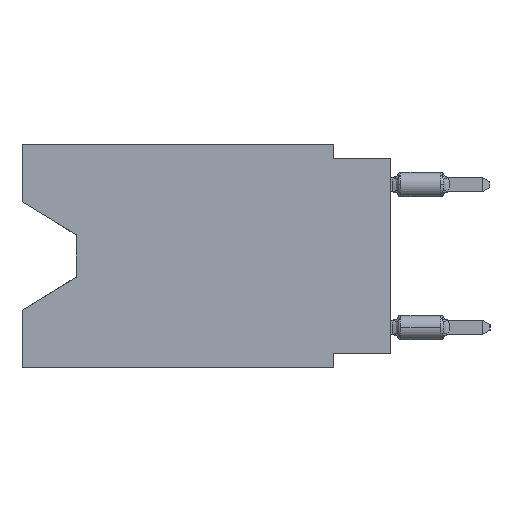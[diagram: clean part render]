
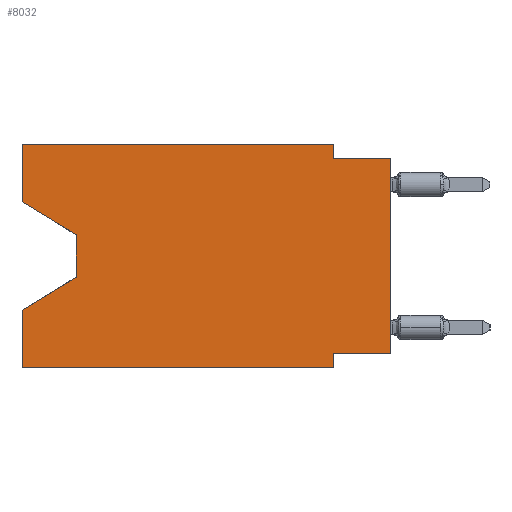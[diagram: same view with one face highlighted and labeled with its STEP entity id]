
A CAD part, left-side view. The second image highlights one B-rep face of the part: STEP entity #8032.
In plain terms, the highlighted planar face has unit normal (-1, 0, 0).
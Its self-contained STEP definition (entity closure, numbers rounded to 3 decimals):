
#155 = CARTESIAN_POINT ( 'NONE',  ( 0., 16.383, 0. ) ) ;
#275 = CARTESIAN_POINT ( 'NONE',  ( 0., 16.383, -9.906 ) ) ;
#381 = LINE ( 'NONE', #3733, #17078 ) ;
#504 = LINE ( 'NONE', #11236, #19407 ) ;
#721 = DIRECTION ( 'NONE',  ( 0., 0., 1. ) ) ;
#820 = LINE ( 'NONE', #6161, #3856 ) ;
#952 = CARTESIAN_POINT ( 'NONE',  ( 0., 0., -9.271 ) ) ;
#1450 = CARTESIAN_POINT ( 'NONE',  ( 0., 16.383, 0. ) ) ;
#2216 = ORIENTED_EDGE ( 'NONE', *, *, #19673, .F. ) ;
#2310 = EDGE_CURVE ( 'NONE', #20425, #17157, #18422, .T. ) ;
#2314 = VECTOR ( 'NONE', #9673, 1000. ) ;
#2652 = CARTESIAN_POINT ( 'NONE',  ( 0., 0., -0.635 ) ) ;
#2872 = VERTEX_POINT ( 'NONE', #275 ) ;
#3350 = EDGE_CURVE ( 'NONE', #3834, #12065, #11328, .T. ) ;
#3391 = VERTEX_POINT ( 'NONE', #9369 ) ;
#3628 = CARTESIAN_POINT ( 'NONE',  ( 0., 2.54, -9.906 ) ) ;
#3733 = CARTESIAN_POINT ( 'NONE',  ( 0., 2.54, 0. ) ) ;
#3757 = ORIENTED_EDGE ( 'NONE', *, *, #8141, .F. ) ;
#3834 = VERTEX_POINT ( 'NONE', #18625 ) ;
#3856 = VECTOR ( 'NONE', #13029, 1000. ) ;
#4053 = DIRECTION ( 'NONE',  ( 0., 0., 1. ) ) ;
#4177 = ORIENTED_EDGE ( 'NONE', *, *, #21374, .F. ) ;
#4641 = EDGE_CURVE ( 'NONE', #2872, #3391, #820, .T. ) ;
#4932 = DIRECTION ( 'NONE',  ( 0., 0., -1. ) ) ;
#5539 = VERTEX_POINT ( 'NONE', #952 ) ;
#5612 = LINE ( 'NONE', #3628, #20177 ) ;
#5982 = DIRECTION ( 'NONE',  ( 0., 1., 0. ) ) ;
#6082 = CARTESIAN_POINT ( 'NONE',  ( 0., 16.383, -2.546 ) ) ;
#6161 = CARTESIAN_POINT ( 'NONE',  ( 0., 16.383, -9.906 ) ) ;
#6673 = ORIENTED_EDGE ( 'NONE', *, *, #2310, .F. ) ;
#7186 = EDGE_CURVE ( 'NONE', #5539, #17157, #504, .T. ) ;
#7244 = VERTEX_POINT ( 'NONE', #15114 ) ;
#7355 = CARTESIAN_POINT ( 'NONE',  ( 0., 0., -9.271 ) ) ;
#7372 = ORIENTED_EDGE ( 'NONE', *, *, #4641, .T. ) ;
#7420 = DIRECTION ( 'NONE',  ( 0., 0., -1. ) ) ;
#7511 = VECTOR ( 'NONE', #7420, 1000. ) ;
#7568 = DIRECTION ( 'NONE',  ( 0., 0., 1. ) ) ;
#7645 = CARTESIAN_POINT ( 'NONE',  ( 0., 0., -0.635 ) ) ;
#8032 = ADVANCED_FACE ( 'NONE', ( #13537 ), #10208, .F. ) ;
#8141 = EDGE_CURVE ( 'NONE', #10340, #3391, #5612, .T. ) ;
#8305 = VECTOR ( 'NONE', #5982, 1000. ) ;
#8519 = VECTOR ( 'NONE', #19910, 1000. ) ;
#8649 = LINE ( 'NONE', #22689, #8519 ) ;
#8957 = CARTESIAN_POINT ( 'NONE',  ( 0., 2.54, 0. ) ) ;
#8994 = LINE ( 'NONE', #12136, #11063 ) ;
#9066 = LINE ( 'NONE', #7355, #8305 ) ;
#9369 = CARTESIAN_POINT ( 'NONE',  ( 0., 2.54, -9.906 ) ) ;
#9409 = LINE ( 'NONE', #6082, #9780 ) ;
#9673 = DIRECTION ( 'NONE',  ( 0., -1., 0. ) ) ;
#9780 = VECTOR ( 'NONE', #21720, 1000. ) ;
#10208 = PLANE ( 'NONE',  #20533 ) ;
#10250 = CARTESIAN_POINT ( 'NONE',  ( 0., 2.54, -9.271 ) ) ;
#10340 = VERTEX_POINT ( 'NONE', #10250 ) ;
#11063 = VECTOR ( 'NONE', #4053, 1000. ) ;
#11092 = CARTESIAN_POINT ( 'NONE',  ( 0., 13.97, -4.013 ) ) ;
#11236 = CARTESIAN_POINT ( 'NONE',  ( 0., 0., 0. ) ) ;
#11328 = LINE ( 'NONE', #11092, #7511 ) ;
#11762 = LINE ( 'NONE', #20079, #13349 ) ;
#11825 = DIRECTION ( 'NONE',  ( 1., 0., 0. ) ) ;
#11857 = CARTESIAN_POINT ( 'NONE',  ( 0., 13.97, -5.893 ) ) ;
#12065 = VERTEX_POINT ( 'NONE', #11857 ) ;
#12083 = VERTEX_POINT ( 'NONE', #8957 ) ;
#12136 = CARTESIAN_POINT ( 'NONE',  ( 0., 16.383, 0. ) ) ;
#12463 = ORIENTED_EDGE ( 'NONE', *, *, #22146, .F. ) ;
#13029 = DIRECTION ( 'NONE',  ( 0., -1., 0. ) ) ;
#13274 = CARTESIAN_POINT ( 'NONE',  ( 0., 16.383, 0. ) ) ;
#13349 = VECTOR ( 'NONE', #721, 1000. ) ;
#13537 = FACE_OUTER_BOUND ( 'NONE', #15678, .T. ) ;
#13653 = EDGE_CURVE ( 'NONE', #17877, #3834, #9409, .T. ) ;
#13879 = CARTESIAN_POINT ( 'NONE',  ( 0., 16.383, -2.546 ) ) ;
#14238 = ORIENTED_EDGE ( 'NONE', *, *, #19854, .F. ) ;
#14271 = ORIENTED_EDGE ( 'NONE', *, *, #17085, .F. ) ;
#14994 = LINE ( 'NONE', #13274, #15241 ) ;
#15013 = ORIENTED_EDGE ( 'NONE', *, *, #7186, .T. ) ;
#15114 = CARTESIAN_POINT ( 'NONE',  ( 0., 16.383, -7.36 ) ) ;
#15241 = VECTOR ( 'NONE', #20303, 1000. ) ;
#15305 = ORIENTED_EDGE ( 'NONE', *, *, #13653, .T. ) ;
#15678 = EDGE_LOOP ( 'NONE', ( #15305, #19005, #22431, #4177, #7372, #3757, #12463, #15013, #6673, #2216, #14238, #14271 ) ) ;
#17078 = VECTOR ( 'NONE', #19746, 1000. ) ;
#17085 = EDGE_CURVE ( 'NONE', #17877, #19613, #8994, .T. ) ;
#17157 = VERTEX_POINT ( 'NONE', #7645 ) ;
#17511 = EDGE_CURVE ( 'NONE', #12065, #7244, #8649, .T. ) ;
#17877 = VERTEX_POINT ( 'NONE', #13879 ) ;
#18422 = LINE ( 'NONE', #2652, #2314 ) ;
#18625 = CARTESIAN_POINT ( 'NONE',  ( 0., 13.97, -4.013 ) ) ;
#19005 = ORIENTED_EDGE ( 'NONE', *, *, #3350, .T. ) ;
#19407 = VECTOR ( 'NONE', #7568, 1000. ) ;
#19613 = VERTEX_POINT ( 'NONE', #155 ) ;
#19673 = EDGE_CURVE ( 'NONE', #12083, #20425, #381, .T. ) ;
#19746 = DIRECTION ( 'NONE',  ( 0., 0., -1. ) ) ;
#19854 = EDGE_CURVE ( 'NONE', #19613, #12083, #14994, .T. ) ;
#19910 = DIRECTION ( 'NONE',  ( 0., 0.855, -0.519 ) ) ;
#20079 = CARTESIAN_POINT ( 'NONE',  ( 0., 16.383, 0. ) ) ;
#20177 = VECTOR ( 'NONE', #21238, 1000. ) ;
#20303 = DIRECTION ( 'NONE',  ( 0., -1., 0. ) ) ;
#20425 = VERTEX_POINT ( 'NONE', #20948 ) ;
#20533 = AXIS2_PLACEMENT_3D ( 'NONE', #1450, #11825, #4932 ) ;
#20948 = CARTESIAN_POINT ( 'NONE',  ( 0., 2.54, -0.635 ) ) ;
#21238 = DIRECTION ( 'NONE',  ( 0., 0., -1. ) ) ;
#21374 = EDGE_CURVE ( 'NONE', #2872, #7244, #11762, .T. ) ;
#21720 = DIRECTION ( 'NONE',  ( 0., -0.855, -0.519 ) ) ;
#22146 = EDGE_CURVE ( 'NONE', #5539, #10340, #9066, .T. ) ;
#22431 = ORIENTED_EDGE ( 'NONE', *, *, #17511, .T. ) ;
#22689 = CARTESIAN_POINT ( 'NONE',  ( 0., 13.97, -5.893 ) ) ;
